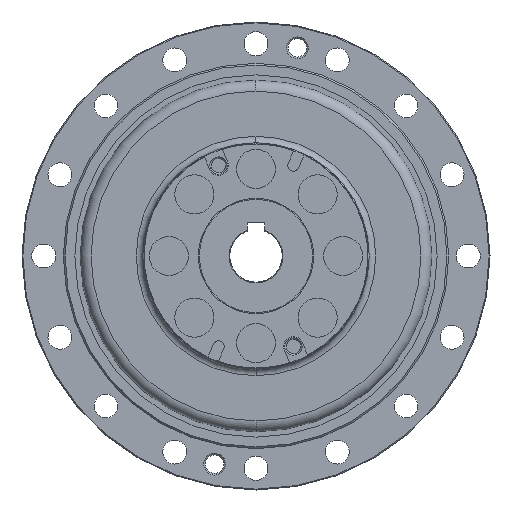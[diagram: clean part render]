
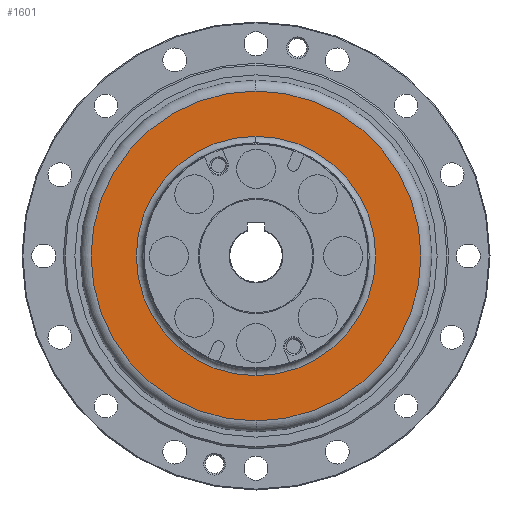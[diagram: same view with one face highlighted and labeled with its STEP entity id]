
A CAD part, left-side view. The second image highlights one B-rep face of the part: STEP entity #1601.
In plain terms, the highlighted planar face has unit normal (-1, 0, 0).
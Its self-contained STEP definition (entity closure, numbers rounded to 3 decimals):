
#1601=ADVANCED_FACE('',(#2138,#2139),#2140,.T.);
#2138=FACE_OUTER_BOUND('',#2705,.T.);
#2139=FACE_BOUND('',#2706,.T.);
#2140=PLANE('',#2707);
#2705=EDGE_LOOP('',(#4428,#4429));
#2706=EDGE_LOOP('',(#4430,#4431));
#2707=AXIS2_PLACEMENT_3D('',#4432,#4433,#4434);
#4428=ORIENTED_EDGE('',*,*,#5098,.F.);
#4429=ORIENTED_EDGE('',*,*,#4944,.F.);
#4430=ORIENTED_EDGE('',*,*,#4950,.T.);
#4431=ORIENTED_EDGE('',*,*,#5097,.T.);
#4432=CARTESIAN_POINT('',(5.622,0.0,65.377));
#4433=DIRECTION('',(-1.0,-0.0,-0.0));
#4434=DIRECTION('',(0.0,0.0,-1.0));
#4944=EDGE_CURVE('',#5754,#5756,#5757,.T.);
#4950=EDGE_CURVE('',#5761,#5765,#5767,.T.);
#5097=EDGE_CURVE('',#5765,#5761,#6006,.T.);
#5098=EDGE_CURVE('',#5756,#5754,#6007,.T.);
#5754=VERTEX_POINT('',#6812);
#5756=VERTEX_POINT('',#6814);
#5757=CIRCLE('',#6815,75.753);
#5761=VERTEX_POINT('',#6819);
#5765=VERTEX_POINT('',#6823);
#5767=CIRCLE('',#6825,55.0);
#6006=CIRCLE('',#7132,55.0);
#6007=CIRCLE('',#7133,75.753);
#6812=CARTESIAN_POINT('',(5.622,0.,-75.753));
#6814=CARTESIAN_POINT('',(5.622,0.0,75.753));
#6815=AXIS2_PLACEMENT_3D('',#8039,#8040,#8041);
#6819=CARTESIAN_POINT('',(5.622,0.0,55.0));
#6823=CARTESIAN_POINT('',(5.622,0.,-55.0));
#6825=AXIS2_PLACEMENT_3D('',#8057,#8058,#8059);
#7132=AXIS2_PLACEMENT_3D('',#8362,#8363,#8364);
#7133=AXIS2_PLACEMENT_3D('',#8365,#8366,#8367);
#8039=CARTESIAN_POINT('',(5.622,0.0,0.0));
#8040=DIRECTION('',(1.0,0.0,-0.0));
#8041=DIRECTION('',(0.0,0.0,1.0));
#8057=CARTESIAN_POINT('',(5.622,0.0,0.0));
#8058=DIRECTION('',(1.0,0.0,-0.0));
#8059=DIRECTION('',(0.0,0.0,1.0));
#8362=CARTESIAN_POINT('',(5.622,0.0,0.0));
#8363=DIRECTION('',(1.0,0.0,-0.0));
#8364=DIRECTION('',(0.0,0.0,1.0));
#8365=CARTESIAN_POINT('',(5.622,0.0,0.0));
#8366=DIRECTION('',(1.0,0.0,-0.0));
#8367=DIRECTION('',(0.0,0.0,1.0));
